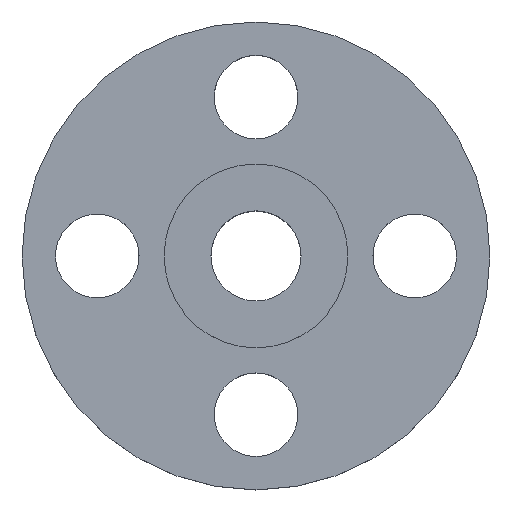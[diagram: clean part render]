
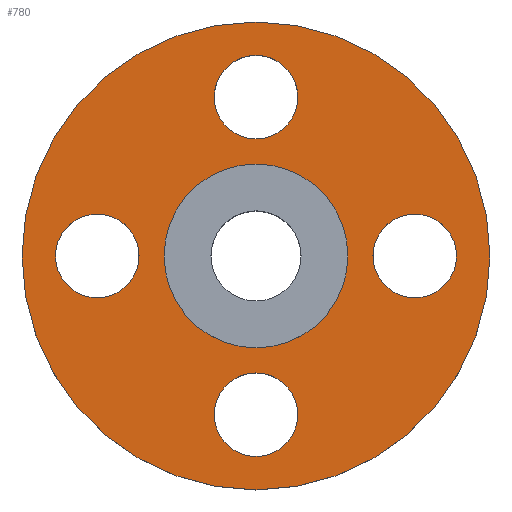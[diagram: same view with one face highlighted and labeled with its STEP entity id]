
A CAD part, top view. The second image highlights one B-rep face of the part: STEP entity #780.
In plain terms, the highlighted planar face has unit normal (0, 0, 1).
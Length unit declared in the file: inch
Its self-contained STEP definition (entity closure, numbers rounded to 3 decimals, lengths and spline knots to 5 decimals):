
#17 = CARTESIAN_POINT ( 'NONE',  ( 0., 0., -0.0625 ) ) ;
#20 = CARTESIAN_POINT ( 'NONE',  ( -1.5, 0., -0.0625 ) ) ;
#34 = CARTESIAN_POINT ( 'NONE',  ( -0.6875, 0., -0.0625 ) ) ;
#41 = CIRCLE ( 'NONE', #282, 0.3125 ) ;
#53 = EDGE_LOOP ( 'NONE', ( #193, #164 ) ) ;
#61 = AXIS2_PLACEMENT_3D ( 'NONE', #434, #96, #759 ) ;
#68 = CARTESIAN_POINT ( 'NONE',  ( 0., 1.1875, -0.0625 ) ) ;
#70 = CIRCLE ( 'NONE', #559, 1.75 ) ;
#75 = EDGE_CURVE ( 'NONE', #851, #287, #240, .T. ) ;
#76 = FACE_BOUND ( 'NONE', #600, .T. ) ;
#85 = CIRCLE ( 'NONE', #356, 0.3125 ) ;
#86 = FACE_OUTER_BOUND ( 'NONE', #404, .T. ) ;
#90 = DIRECTION ( 'NONE',  ( 0., 0., -1. ) ) ;
#96 = DIRECTION ( 'NONE',  ( 0., 0., 1. ) ) ;
#98 = VERTEX_POINT ( 'NONE', #20 ) ;
#116 = CIRCLE ( 'NONE', #61, 0.6875 ) ;
#123 = DIRECTION ( 'NONE',  ( 0., 0., 1. ) ) ;
#134 = ORIENTED_EDGE ( 'NONE', *, *, #499, .F. ) ;
#141 = CIRCLE ( 'NONE', #816, 0.6875 ) ;
#143 = DIRECTION ( 'NONE',  ( 1., 0., 0. ) ) ;
#149 = CARTESIAN_POINT ( 'NONE',  ( 0., 0., -0.0625 ) ) ;
#151 = AXIS2_PLACEMENT_3D ( 'NONE', #68, #403, #608 ) ;
#157 = CARTESIAN_POINT ( 'NONE',  ( 0., 0.6875, -0.0625 ) ) ;
#164 = ORIENTED_EDGE ( 'NONE', *, *, #226, .F. ) ;
#165 = DIRECTION ( 'NONE',  ( 0., -1., 0. ) ) ;
#173 = CARTESIAN_POINT ( 'NONE',  ( 0., -1.1875, -0.0625 ) ) ;
#185 = CIRCLE ( 'NONE', #782, 0.3125 ) ;
#190 = DIRECTION ( 'NONE',  ( 0., 0., 1. ) ) ;
#193 = ORIENTED_EDGE ( 'NONE', *, *, #391, .F. ) ;
#199 = AXIS2_PLACEMENT_3D ( 'NONE', #17, #489, #633 ) ;
#202 = AXIS2_PLACEMENT_3D ( 'NONE', #157, #90, #683 ) ;
#205 = DIRECTION ( 'NONE',  ( -1., 0., 0. ) ) ;
#209 = FACE_BOUND ( 'NONE', #53, .T. ) ;
#217 = CARTESIAN_POINT ( 'NONE',  ( -0.875, 0., -0.0625 ) ) ;
#221 = CARTESIAN_POINT ( 'NONE',  ( 1.5, 0., -0.0625 ) ) ;
#226 = EDGE_CURVE ( 'NONE', #401, #436, #116, .T. ) ;
#228 = CARTESIAN_POINT ( 'NONE',  ( -0.3125, -1.1875, -0.0625 ) ) ;
#240 = CIRCLE ( 'NONE', #832, 0.3125 ) ;
#241 = ORIENTED_EDGE ( 'NONE', *, *, #340, .T. ) ;
#259 = CIRCLE ( 'NONE', #151, 0.3125 ) ;
#260 = VERTEX_POINT ( 'NONE', #289 ) ;
#265 = EDGE_LOOP ( 'NONE', ( #268, #703 ) ) ;
#268 = ORIENTED_EDGE ( 'NONE', *, *, #452, .F. ) ;
#282 = AXIS2_PLACEMENT_3D ( 'NONE', #836, #123, #328 ) ;
#286 = CARTESIAN_POINT ( 'NONE',  ( 0., 0., -0.0625 ) ) ;
#287 = VERTEX_POINT ( 'NONE', #228 ) ;
#289 = CARTESIAN_POINT ( 'NONE',  ( 1.75, 0., -0.0625 ) ) ;
#297 = CIRCLE ( 'NONE', #604, 0.3125 ) ;
#323 = DIRECTION ( 'NONE',  ( 1., 0., 0. ) ) ;
#328 = DIRECTION ( 'NONE',  ( -1., 0., 0. ) ) ;
#333 = VERTEX_POINT ( 'NONE', #221 ) ;
#334 = CARTESIAN_POINT ( 'NONE',  ( 0.3125, 1.1875, -0.0625 ) ) ;
#335 = ORIENTED_EDGE ( 'NONE', *, *, #399, .T. ) ;
#336 = CARTESIAN_POINT ( 'NONE',  ( 1.1875, 0., -0.0625 ) ) ;
#340 = EDGE_CURVE ( 'NONE', #260, #767, #670, .T. ) ;
#352 = FACE_BOUND ( 'NONE', #371, .T. ) ;
#356 = AXIS2_PLACEMENT_3D ( 'NONE', #510, #702, #373 ) ;
#371 = EDGE_LOOP ( 'NONE', ( #837, #420 ) ) ;
#373 = DIRECTION ( 'NONE',  ( 1., 0., 0. ) ) ;
#389 = VERTEX_POINT ( 'NONE', #416 ) ;
#391 = EDGE_CURVE ( 'NONE', #436, #401, #141, .T. ) ;
#395 = VERTEX_POINT ( 'NONE', #217 ) ;
#399 = EDGE_CURVE ( 'NONE', #767, #260, #70, .T. ) ;
#401 = VERTEX_POINT ( 'NONE', #34 ) ;
#403 = DIRECTION ( 'NONE',  ( 0., 0., 1. ) ) ;
#404 = EDGE_LOOP ( 'NONE', ( #241, #335 ) ) ;
#406 = ORIENTED_EDGE ( 'NONE', *, *, #853, .F. ) ;
#416 = CARTESIAN_POINT ( 'NONE',  ( 0.875, 0., -0.0625 ) ) ;
#420 = ORIENTED_EDGE ( 'NONE', *, *, #479, .F. ) ;
#434 = CARTESIAN_POINT ( 'NONE',  ( 0., 0., -0.0625 ) ) ;
#436 = VERTEX_POINT ( 'NONE', #503 ) ;
#443 = DIRECTION ( 'NONE',  ( 0., 0., 1. ) ) ;
#452 = EDGE_CURVE ( 'NONE', #750, #649, #185, .T. ) ;
#479 = EDGE_CURVE ( 'NONE', #287, #851, #536, .T. ) ;
#483 = PLANE ( 'NONE',  #202 ) ;
#489 = DIRECTION ( 'NONE',  ( 0., 0., 1. ) ) ;
#490 = EDGE_LOOP ( 'NONE', ( #406, #846 ) ) ;
#491 = FACE_BOUND ( 'NONE', #490, .T. ) ;
#499 = EDGE_CURVE ( 'NONE', #333, #389, #41, .T. ) ;
#503 = CARTESIAN_POINT ( 'NONE',  ( 0.6875, 0., -0.0625 ) ) ;
#505 = EDGE_CURVE ( 'NONE', #98, #395, #85, .T. ) ;
#510 = CARTESIAN_POINT ( 'NONE',  ( -1.1875, 0., -0.0625 ) ) ;
#515 = DIRECTION ( 'NONE',  ( 0., 1., 0. ) ) ;
#523 = DIRECTION ( 'NONE',  ( 0., 0., 1. ) ) ;
#536 = CIRCLE ( 'NONE', #693, 0.3125 ) ;
#548 = DIRECTION ( 'NONE',  ( 1., 0., 0. ) ) ;
#550 = CARTESIAN_POINT ( 'NONE',  ( -1.1875, 0., -0.0625 ) ) ;
#558 = CARTESIAN_POINT ( 'NONE',  ( 0.3125, -1.1875, -0.0625 ) ) ;
#559 = AXIS2_PLACEMENT_3D ( 'NONE', #149, #681, #323 ) ;
#578 = CIRCLE ( 'NONE', #783, 0.3125 ) ;
#600 = EDGE_LOOP ( 'NONE', ( #134, #651 ) ) ;
#602 = EDGE_CURVE ( 'NONE', #649, #750, #259, .T. ) ;
#604 = AXIS2_PLACEMENT_3D ( 'NONE', #550, #817, #143 ) ;
#608 = DIRECTION ( 'NONE',  ( 0., -1., 0. ) ) ;
#633 = DIRECTION ( 'NONE',  ( 1., 0., 0. ) ) ;
#649 = VERTEX_POINT ( 'NONE', #855 ) ;
#651 = ORIENTED_EDGE ( 'NONE', *, *, #760, .F. ) ;
#670 = CIRCLE ( 'NONE', #199, 1.75 ) ;
#675 = DIRECTION ( 'NONE',  ( 0., 0., 1. ) ) ;
#681 = DIRECTION ( 'NONE',  ( 0., 0., 1. ) ) ;
#683 = DIRECTION ( 'NONE',  ( -1., 0., 0. ) ) ;
#689 = FACE_BOUND ( 'NONE', #265, .T. ) ;
#693 = AXIS2_PLACEMENT_3D ( 'NONE', #773, #190, #716 ) ;
#702 = DIRECTION ( 'NONE',  ( 0., 0., 1. ) ) ;
#703 = ORIENTED_EDGE ( 'NONE', *, *, #602, .F. ) ;
#716 = DIRECTION ( 'NONE',  ( 0., 1., 0. ) ) ;
#740 = CARTESIAN_POINT ( 'NONE',  ( -1.75, 0., -0.0625 ) ) ;
#750 = VERTEX_POINT ( 'NONE', #334 ) ;
#759 = DIRECTION ( 'NONE',  ( 1., 0., 0. ) ) ;
#760 = EDGE_CURVE ( 'NONE', #389, #333, #578, .T. ) ;
#767 = VERTEX_POINT ( 'NONE', #740 ) ;
#773 = CARTESIAN_POINT ( 'NONE',  ( 0., -1.1875, -0.0625 ) ) ;
#780 = ADVANCED_FACE ( 'NONE', ( #689, #76, #352, #491, #209, #86 ), #483, .F. ) ;
#782 = AXIS2_PLACEMENT_3D ( 'NONE', #844, #523, #165 ) ;
#783 = AXIS2_PLACEMENT_3D ( 'NONE', #336, #798, #205 ) ;
#798 = DIRECTION ( 'NONE',  ( 0., 0., 1. ) ) ;
#816 = AXIS2_PLACEMENT_3D ( 'NONE', #286, #675, #548 ) ;
#817 = DIRECTION ( 'NONE',  ( 0., 0., 1. ) ) ;
#832 = AXIS2_PLACEMENT_3D ( 'NONE', #173, #443, #515 ) ;
#836 = CARTESIAN_POINT ( 'NONE',  ( 1.1875, 0., -0.0625 ) ) ;
#837 = ORIENTED_EDGE ( 'NONE', *, *, #75, .F. ) ;
#844 = CARTESIAN_POINT ( 'NONE',  ( 0., 1.1875, -0.0625 ) ) ;
#846 = ORIENTED_EDGE ( 'NONE', *, *, #505, .F. ) ;
#851 = VERTEX_POINT ( 'NONE', #558 ) ;
#853 = EDGE_CURVE ( 'NONE', #395, #98, #297, .T. ) ;
#855 = CARTESIAN_POINT ( 'NONE',  ( -0.3125, 1.1875, -0.0625 ) ) ;
